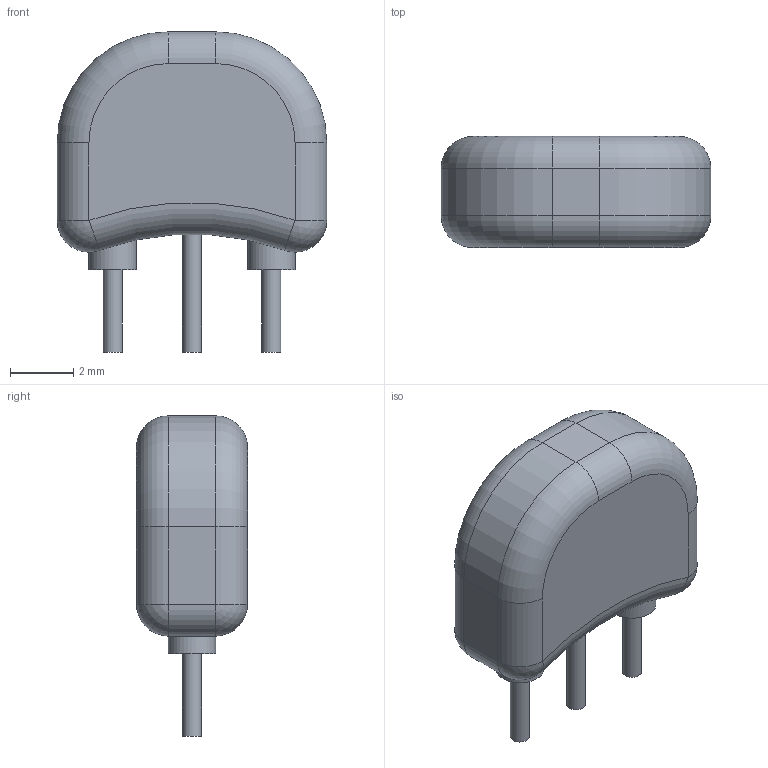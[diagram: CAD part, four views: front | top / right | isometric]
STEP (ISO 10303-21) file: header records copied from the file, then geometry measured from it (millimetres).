
FILE_DESCRIPTION(('FreeCAD Model'),'2;1');
FILE_NAME('Open CASCADE Shape Model','2023-05-08T11:02:17',( 'kicad StepUp'),('ksu MCAD'),'Open CASCADE STEP processor 7.6', 'FreeCAD','Unknown');
FILE_SCHEMA(('AUTOMOTIVE_DESIGN { 1 0 10303 214 1 1 1 1 }'));
Length unit declared in the file: millimetre
Products named in the file (5): Murata_DSS1; Murata_DSS1 v0; Murata_DSS1 v001; Murata_DSS1 v002; Murata_DSS1 v003
Assembly tree (4 placements, depth 2):
  Murata_DSS1
    Murata_DSS1 v0
    Murata_DSS1 v001
    Murata_DSS1 v002
    Murata_DSS1 v003
Bounding box: 8.5 x 3.5 x 10.1 mm (x, y, z)
Volume: 177.3 mm3; surface area: 217.8 mm2
Topology: 4 solids, 4 shells, 39 faces, 67 edges, 38 vertices
Faces by surface type: cylinder 16, plane 13, torus 6, sphere 4
Full cylindrical faces by diameter (mm): 0.6 x3, 1.5 x2
Entity records: 1114 total; most frequent: DIRECTION 197, CARTESIAN_POINT 149, ORIENTED_EDGE 134, AXIS2_PLACEMENT_3D 86, EDGE_CURVE 67, CIRCLE 42, FACE_BOUND 41, EDGE_LOOP 41
